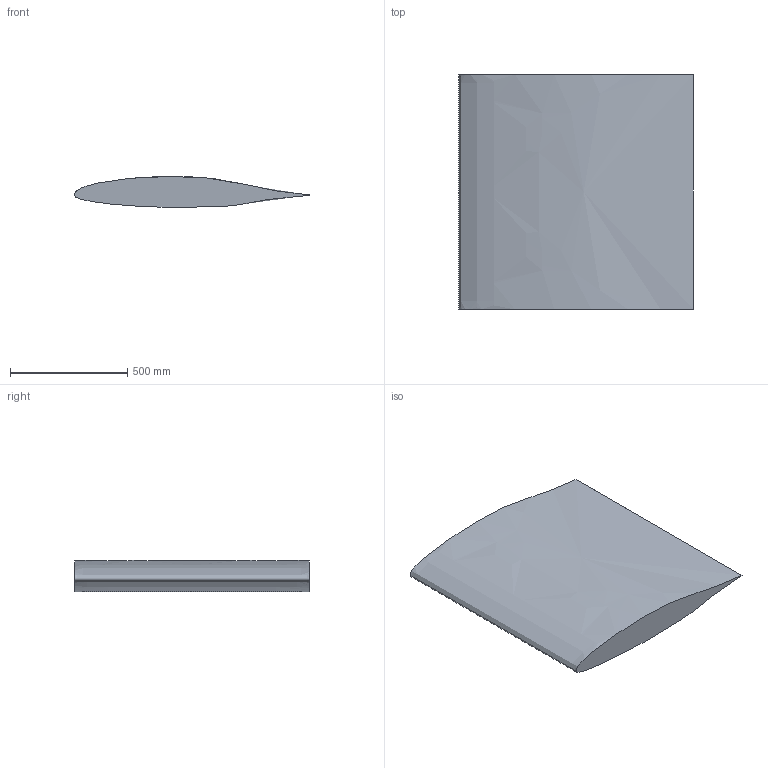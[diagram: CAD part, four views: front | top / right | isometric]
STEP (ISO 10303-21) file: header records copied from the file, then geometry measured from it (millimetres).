
FILE_DESCRIPTION( ( 'Unknown' ), '1' );
FILE_NAME( 'HSNLF(1)-0213.stp', 'Unknown', ( 'Kamyar Kheradpir' ), ( 'Mede Technologies' ), 'XStep 1.0', 'Solid Edge V20', ' ' );
FILE_SCHEMA( ( 'automotive_design' ) );
Length unit declared in the file: millimetre
Products named in the file (1): 1
Bounding box: 1000.01 x 1000 x 132.45 mm (x, y, z)
Volume: 79360227 mm3; surface area: 2217389 mm2
Topology: 1 solids, 1 shells, 4 faces, 6 edges, 4 vertices
Faces by surface type: plane 3, extrusion 1
Entity records: 848 total; most frequent: CARTESIAN_POINT 729, DIRECTION 13, ORIENTED_EDGE 12, EDGE_CURVE 6, VECTOR 5, STYLED_ITEM 4, PRESENTATION_STYLE_ASSIGNMENT 4, ADVANCED_FACE 4
